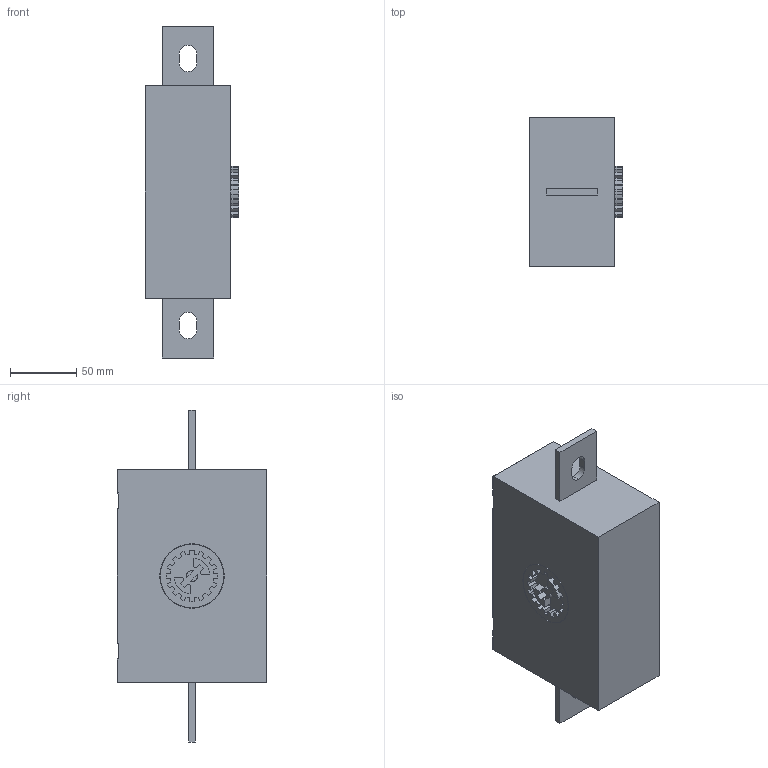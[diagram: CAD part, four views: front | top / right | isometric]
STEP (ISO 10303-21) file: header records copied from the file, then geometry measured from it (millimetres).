
FILE_DESCRIPTION (( 'STEP AP203' ), '1' );
FILE_NAME ('Äîïîëíèòåëüíûé ïîëþñ 630À äëÿ ðóáèëüíèêà TwinBlock (tb-s-630-dp).STEP', '2018-09-04T05:47:59', ( '' ), ( '' ), 'SwSTEP 2.0', 'SolidWorks 2017', '' );
FILE_SCHEMA (( 'CONFIG_CONTROL_DESIGN' ));
Length unit declared in the file: millimetre
Products named in the file (1): Äîïîëíèòåëüíûé ïîëþñ 630À äëÿ ðóáèëüíèêà TwinBlock (tb-s-630-dp)
Bounding box: 70.5 x 112.5 x 250 mm (x, y, z)
Volume: 1172757.6 mm3; surface area: 85473.1 mm2
Topology: 1 solids, 1 shells, 256 faces, 697 edges, 462 vertices
Faces by surface type: plane 143, cylinder 113
Entity records: 8192 total; most frequent: CARTESIAN_POINT 1440, DIRECTION 1413, ORIENTED_EDGE 1394, EDGE_CURVE 697, VECTOR 479, LINE 479, AXIS2_PLACEMENT_3D 467, VERTEX_POINT 462
